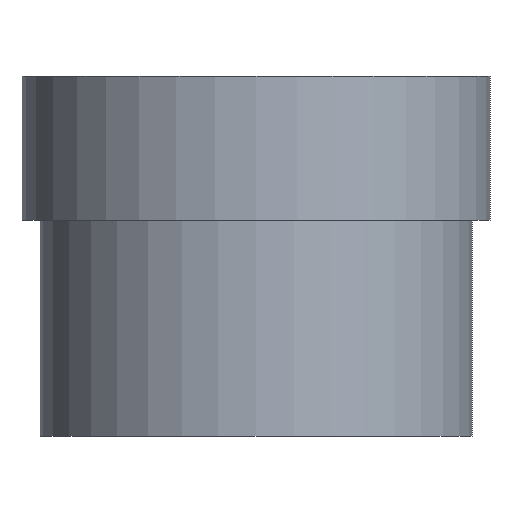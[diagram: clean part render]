
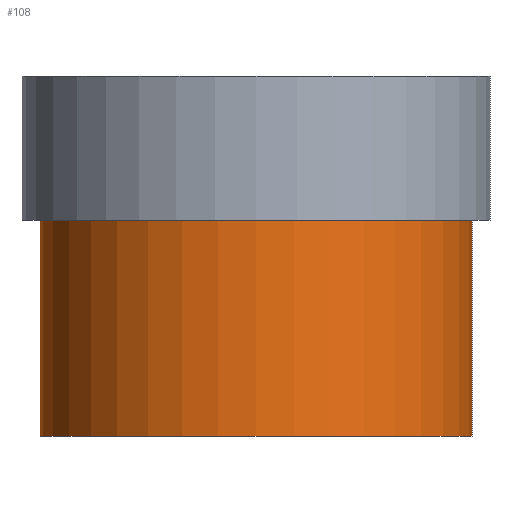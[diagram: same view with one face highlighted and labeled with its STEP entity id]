
A CAD part, front view. The second image highlights one B-rep face of the part: STEP entity #108.
In plain terms, the highlighted cylindrical face has radius 30 mm (diameter 60 mm), a partial arc.
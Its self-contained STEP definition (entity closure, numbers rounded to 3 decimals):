
#6 = ORIENTED_EDGE ( 'NONE', *, *, #195, .F. ) ;
#11 = ORIENTED_EDGE ( 'NONE', *, *, #186, .F. ) ;
#13 = CARTESIAN_POINT ( 'NONE',  ( 30., 0., -30. ) ) ;
#43 = CYLINDRICAL_SURFACE ( 'NONE', #152, 30. ) ;
#51 = EDGE_CURVE ( 'NONE', #135, #250, #263, .T. ) ;
#61 = DIRECTION ( 'NONE',  ( 1., 0., 0. ) ) ;
#67 = DIRECTION ( 'NONE',  ( 0., 0., -1. ) ) ;
#69 = DIRECTION ( 'NONE',  ( 0., 0., -1. ) ) ;
#71 = CARTESIAN_POINT ( 'NONE',  ( 0., 0., 0. ) ) ;
#78 = VERTEX_POINT ( 'NONE', #221 ) ;
#89 = FACE_OUTER_BOUND ( 'NONE', #225, .T. ) ;
#108 = ADVANCED_FACE ( 'NONE', ( #89 ), #43, .T. ) ;
#116 = CARTESIAN_POINT ( 'NONE',  ( 30., 0., -30. ) ) ;
#135 = VERTEX_POINT ( 'NONE', #13 ) ;
#152 = AXIS2_PLACEMENT_3D ( 'NONE', #293, #168, #61 ) ;
#168 = DIRECTION ( 'NONE',  ( 0., 0., 1. ) ) ;
#172 = DIRECTION ( 'NONE',  ( 0., 0., 1. ) ) ;
#177 = CARTESIAN_POINT ( 'NONE',  ( -30., 0., -30. ) ) ;
#186 = EDGE_CURVE ( 'NONE', #290, #78, #294, .T. ) ;
#195 = EDGE_CURVE ( 'NONE', #135, #290, #261, .T. ) ;
#198 = CARTESIAN_POINT ( 'NONE',  ( -30., 0., -30. ) ) ;
#205 = CARTESIAN_POINT ( 'NONE',  ( 30., 0., 0. ) ) ;
#206 = AXIS2_PLACEMENT_3D ( 'NONE', #265, #67, #262 ) ;
#221 = CARTESIAN_POINT ( 'NONE',  ( -30., 0., 0. ) ) ;
#223 = VECTOR ( 'NONE', #299, 1000. ) ;
#225 = EDGE_LOOP ( 'NONE', ( #11, #6, #234, #236 ) ) ;
#227 = DIRECTION ( 'NONE',  ( 1., 0., 0. ) ) ;
#234 = ORIENTED_EDGE ( 'NONE', *, *, #51, .T. ) ;
#236 = ORIENTED_EDGE ( 'NONE', *, *, #264, .T. ) ;
#250 = VERTEX_POINT ( 'NONE', #205 ) ;
#252 = AXIS2_PLACEMENT_3D ( 'NONE', #71, #69, #227 ) ;
#261 = CIRCLE ( 'NONE', #206, 30. ) ;
#262 = DIRECTION ( 'NONE',  ( -1., 0., 0. ) ) ;
#263 = LINE ( 'NONE', #116, #273 ) ;
#264 = EDGE_CURVE ( 'NONE', #250, #78, #279, .T. ) ;
#265 = CARTESIAN_POINT ( 'NONE',  ( 0., 0., -30. ) ) ;
#273 = VECTOR ( 'NONE', #172, 1000. ) ;
#279 = CIRCLE ( 'NONE', #252, 30. ) ;
#290 = VERTEX_POINT ( 'NONE', #177 ) ;
#293 = CARTESIAN_POINT ( 'NONE',  ( 0., 0., -30. ) ) ;
#294 = LINE ( 'NONE', #198, #223 ) ;
#299 = DIRECTION ( 'NONE',  ( 0., 0., 1. ) ) ;
